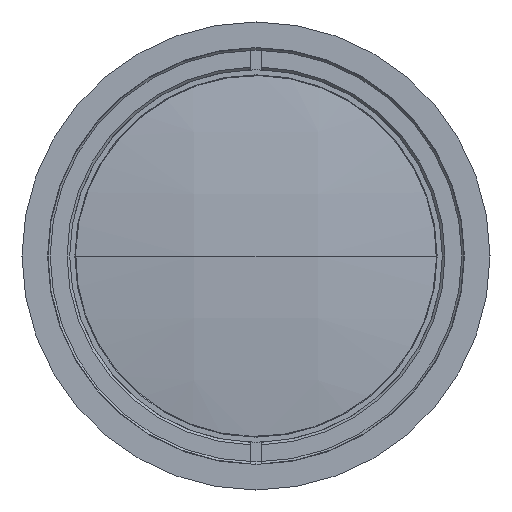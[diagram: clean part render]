
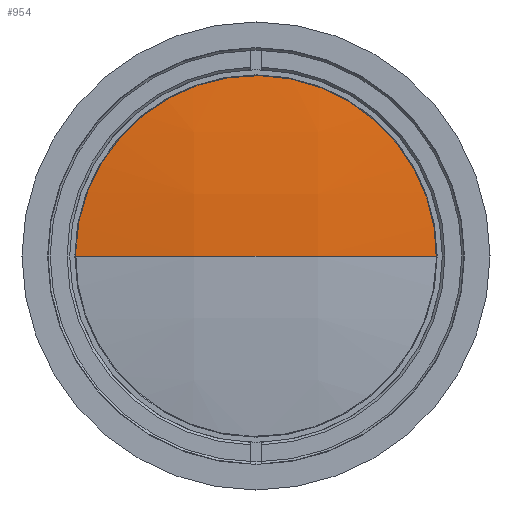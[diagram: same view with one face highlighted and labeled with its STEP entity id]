
A CAD part, left-side view. The second image highlights one B-rep face of the part: STEP entity #954.
In plain terms, the highlighted free-form (B-spline) face has degree [3, 3] with [4, 4] control points.
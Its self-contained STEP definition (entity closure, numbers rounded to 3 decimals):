
#33 = CARTESIAN_POINT ( 'NONE',  ( 253.325, 0., 0. ) ) ;
#274 = ORIENTED_EDGE ( 'NONE', *, *, #5690, .T. ) ;
#297 = VERTEX_POINT ( 'NONE', #2685 ) ;
#490 = ORIENTED_EDGE ( 'NONE', *, *, #6413, .T. ) ;
#722 = EDGE_CURVE ( 'NONE', #6449, #6011, #7556, .T. ) ;
#835 = CARTESIAN_POINT ( 'NONE',  ( 114.657, 21.5, 0. ) ) ;
#954 = ADVANCED_FACE ( 'NONE', ( #2447 ), #4409, .T. ) ;
#993 = ORIENTED_EDGE ( 'NONE', *, *, #722, .T. ) ;
#1092 = AXIS2_PLACEMENT_3D ( 'NONE', #33, #3086, #2479 ) ;
#1185 = CARTESIAN_POINT ( 'NONE',  ( 112.992, -7.311, 14.528 ) ) ;
#1244 = DIRECTION ( 'NONE',  ( 0., 0., -1. ) ) ;
#1676 = CARTESIAN_POINT ( 'NONE',  ( 114.696, -21.756, 0. ) ) ;
#1759 = CARTESIAN_POINT ( 'NONE',  ( 112.43, 7.311, 0. ) ) ;
#1801 = CARTESIAN_POINT ( 'NONE',  ( 112.43, 7.311, 7.275 ) ) ;
#2026 = CARTESIAN_POINT ( 'NONE',  ( 114.657, 0., 21.5 ) ) ;
#2447 = FACE_OUTER_BOUND ( 'NONE', #4304, .T. ) ;
#2479 = DIRECTION ( 'NONE',  ( 0., 1., 0. ) ) ;
#2685 = CARTESIAN_POINT ( 'NONE',  ( 114.657, -21.5, 0. ) ) ;
#2892 = AXIS2_PLACEMENT_3D ( 'NONE', #7789, #3499, #5430 ) ;
#3086 = DIRECTION ( 'NONE',  ( 0., 0., 1. ) ) ;
#3499 = DIRECTION ( 'NONE',  ( -1., 0., 0. ) ) ;
#3605 = CARTESIAN_POINT ( 'NONE',  ( 114.113, 7.311, 21.716 ) ) ;
#3647 = CARTESIAN_POINT ( 'NONE',  ( 114.113, -7.311, 21.716 ) ) ;
#4136 = CARTESIAN_POINT ( 'NONE',  ( 115.25, -21.756, 14.294 ) ) ;
#4304 = EDGE_LOOP ( 'NONE', ( #993, #490, #274 ) ) ;
#4409 =( BOUNDED_SURFACE ( )  B_SPLINE_SURFACE ( 3, 3, ( 
 ( #6642, #4745, #6031, #7221 ),
 ( #1759, #1801, #6675, #3605 ),
 ( #7331, #6711, #1185, #3647 ),
 ( #1676, #7851, #4136, #6602 ) ),
 .UNSPECIFIED., .F., .F., .F. ) 
 B_SPLINE_SURFACE_WITH_KNOTS ( ( 4, 4 ),
 ( 4, 4 ),
 ( 0., 1. ),
 ( 0., 1. ),
 .UNSPECIFIED. ) 
 GEOMETRIC_REPRESENTATION_ITEM ( )  RATIONAL_B_SPLINE_SURFACE ( (
 ( 1., 0.998, 0.998, 1.),
 ( 0.992, 0.99, 0.99, 0.992),
 ( 0.992, 0.99, 0.99, 0.992),
 ( 1., 0.998, 0.998, 1.) ) ) 
 REPRESENTATION_ITEM ( '' )  SURFACE ( )  );
#4745 = CARTESIAN_POINT ( 'NONE',  ( 114.696, 21.756, 7.158 ) ) ;
#5430 = DIRECTION ( 'NONE',  ( 0., 0., -1. ) ) ;
#5481 = DIRECTION ( 'NONE',  ( -1., 0., 0. ) ) ;
#5690 = EDGE_CURVE ( 'NONE', #297, #6449, #6350, .T. ) ;
#6011 = VERTEX_POINT ( 'NONE', #835 ) ;
#6031 = CARTESIAN_POINT ( 'NONE',  ( 115.25, 21.756, 14.294 ) ) ;
#6136 = AXIS2_PLACEMENT_3D ( 'NONE', #7428, #5481, #1244 ) ;
#6350 = CIRCLE ( 'NONE', #2892, 21.5 ) ;
#6413 = EDGE_CURVE ( 'NONE', #6011, #297, #7029, .T. ) ;
#6449 = VERTEX_POINT ( 'NONE', #2026 ) ;
#6602 = CARTESIAN_POINT ( 'NONE',  ( 116.353, -21.756, 21.366 ) ) ;
#6642 = CARTESIAN_POINT ( 'NONE',  ( 114.696, 21.756, 0. ) ) ;
#6675 = CARTESIAN_POINT ( 'NONE',  ( 112.992, 7.311, 14.528 ) ) ;
#6711 = CARTESIAN_POINT ( 'NONE',  ( 112.43, -7.311, 7.275 ) ) ;
#7029 = CIRCLE ( 'NONE', #1092, 140.325 ) ;
#7221 = CARTESIAN_POINT ( 'NONE',  ( 116.353, 21.756, 21.366 ) ) ;
#7331 = CARTESIAN_POINT ( 'NONE',  ( 112.43, -7.311, 0. ) ) ;
#7428 = CARTESIAN_POINT ( 'NONE',  ( 114.657, 0., 0. ) ) ;
#7556 = CIRCLE ( 'NONE', #6136, 21.5 ) ;
#7789 = CARTESIAN_POINT ( 'NONE',  ( 114.657, 0., 0. ) ) ;
#7851 = CARTESIAN_POINT ( 'NONE',  ( 114.696, -21.756, 7.158 ) ) ;
